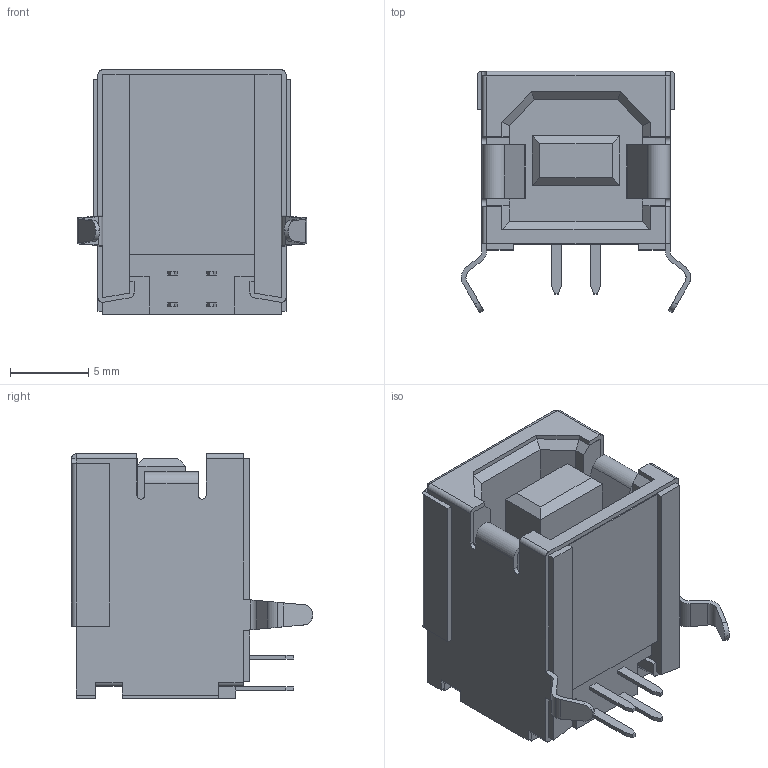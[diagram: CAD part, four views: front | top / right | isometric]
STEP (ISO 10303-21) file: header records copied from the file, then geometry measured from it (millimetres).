
FILE_DESCRIPTION (( 'STEP AP214' ), '1' );
FILE_NAME ('KUSBXHT-BS1N-O-HRF_rA2.STEP', '2012-09-28T20:58:05', ( 'Daniel' ), ( 'Microsoft' ), 'SwSTEP 2.0', 'SolidWorks 2012', '' );
FILE_SCHEMA (( 'AUTOMOTIVE_DESIGN' ));
Length unit declared in the file: millimetre
Products named in the file (1): KUSBXHT-BS1N-O-HRF_rA2
Bounding box: 14.65 x 15.39 x 15.6 mm (x, y, z)
Volume: 1410.2 mm3; surface area: 1707.9 mm2
Topology: 1 solids, 1 shells, 254 faces, 699 edges, 452 vertices
Faces by surface type: plane 209, cylinder 45
Entity records: 8797 total; most frequent: CARTESIAN_POINT 1496, ORIENTED_EDGE 1398, DIRECTION 1251, EDGE_CURVE 699, LINE 597, VECTOR 597, VERTEX_POINT 452, AXIS2_PLACEMENT_3D 327
